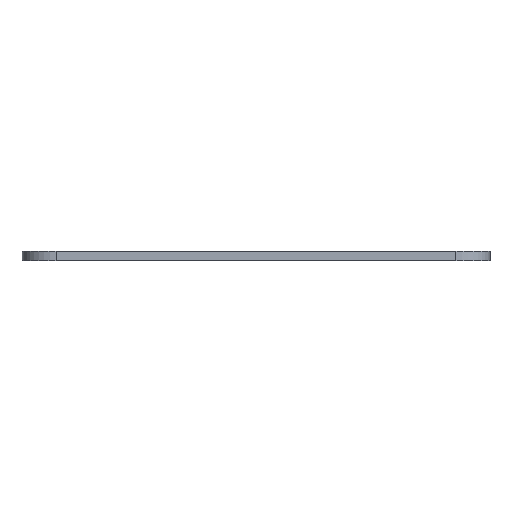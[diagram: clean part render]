
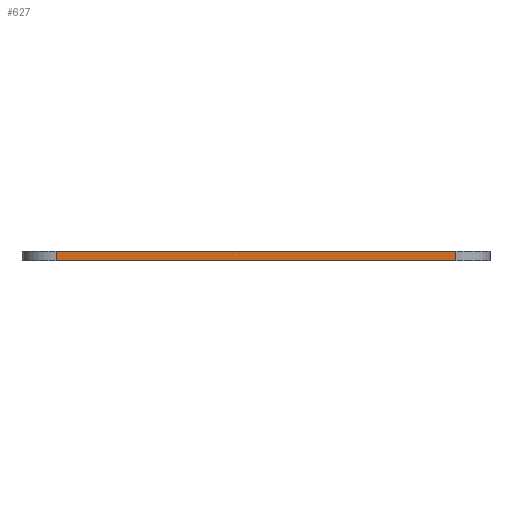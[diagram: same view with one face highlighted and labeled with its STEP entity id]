
A CAD part, left-side view. The second image highlights one B-rep face of the part: STEP entity #627.
In plain terms, the highlighted planar face has unit normal (-1, 0, 0).
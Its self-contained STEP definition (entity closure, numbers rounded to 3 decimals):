
#7 = PLANE ( 'NONE',  #829 ) ;
#17 = CARTESIAN_POINT ( 'NONE',  ( -52.5, 20.5, 1. ) ) ;
#38 = DIRECTION ( 'NONE',  ( 0., 0., -1. ) ) ;
#50 = VECTOR ( 'NONE', #38, 1000. ) ;
#57 = ORIENTED_EDGE ( 'NONE', *, *, #192, .T. ) ;
#84 = DIRECTION ( 'NONE',  ( 0., 1., 0. ) ) ;
#125 = VERTEX_POINT ( 'NONE', #731 ) ;
#192 = EDGE_CURVE ( 'NONE', #444, #843, #811, .T. ) ;
#197 = EDGE_LOOP ( 'NONE', ( #351, #872, #57, #552 ) ) ;
#215 = VECTOR ( 'NONE', #572, 1000. ) ;
#286 = LINE ( 'NONE', #569, #50 ) ;
#328 = CARTESIAN_POINT ( 'NONE',  ( -52.5, -20.5, 1. ) ) ;
#340 = CARTESIAN_POINT ( 'NONE',  ( -52.5, -20.5, 1. ) ) ;
#345 = EDGE_CURVE ( 'NONE', #444, #125, #286, .T. ) ;
#351 = ORIENTED_EDGE ( 'NONE', *, *, #396, .F. ) ;
#396 = EDGE_CURVE ( 'NONE', #125, #690, #503, .T. ) ;
#444 = VERTEX_POINT ( 'NONE', #870 ) ;
#468 = DIRECTION ( 'NONE',  ( 0., 1., 0. ) ) ;
#503 = LINE ( 'NONE', #873, #527 ) ;
#527 = VECTOR ( 'NONE', #84, 1000. ) ;
#552 = ORIENTED_EDGE ( 'NONE', *, *, #557, .T. ) ;
#553 = CARTESIAN_POINT ( 'NONE',  ( -52.5, 20.5, 0. ) ) ;
#557 = EDGE_CURVE ( 'NONE', #843, #690, #578, .T. ) ;
#558 = DIRECTION ( 'NONE',  ( -1., 0., 0. ) ) ;
#569 = CARTESIAN_POINT ( 'NONE',  ( -52.5, -20.5, 1. ) ) ;
#572 = DIRECTION ( 'NONE',  ( 0., 0., -1. ) ) ;
#578 = LINE ( 'NONE', #17, #215 ) ;
#624 = DIRECTION ( 'NONE',  ( 0., 0., 1. ) ) ;
#627 = ADVANCED_FACE ( 'NONE', ( #835 ), #7, .T. ) ;
#660 = CARTESIAN_POINT ( 'NONE',  ( -52.5, 20.5, 1. ) ) ;
#690 = VERTEX_POINT ( 'NONE', #553 ) ;
#731 = CARTESIAN_POINT ( 'NONE',  ( -52.5, -20.5, 0. ) ) ;
#770 = VECTOR ( 'NONE', #468, 1000. ) ;
#811 = LINE ( 'NONE', #328, #770 ) ;
#829 = AXIS2_PLACEMENT_3D ( 'NONE', #340, #558, #624 ) ;
#835 = FACE_OUTER_BOUND ( 'NONE', #197, .T. ) ;
#843 = VERTEX_POINT ( 'NONE', #660 ) ;
#870 = CARTESIAN_POINT ( 'NONE',  ( -52.5, -20.5, 1. ) ) ;
#872 = ORIENTED_EDGE ( 'NONE', *, *, #345, .F. ) ;
#873 = CARTESIAN_POINT ( 'NONE',  ( -52.5, -20.5, 0. ) ) ;
